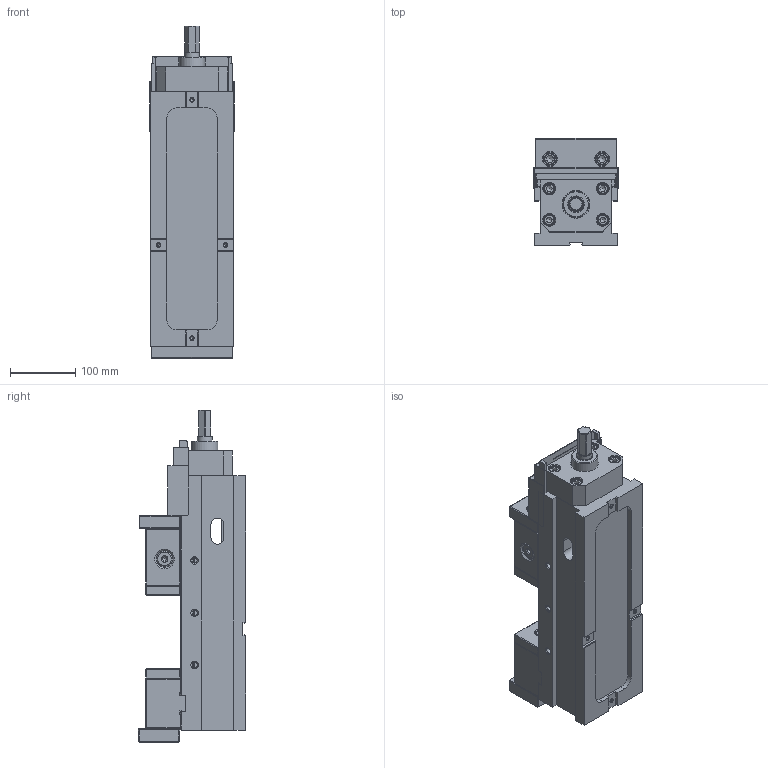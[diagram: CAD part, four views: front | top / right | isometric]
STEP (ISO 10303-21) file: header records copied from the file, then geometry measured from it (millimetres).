
FILE_DESCRIPTION(/* description */ (''),/* implementation_level */ '2;1');
FILE_NAME(/* name */ '3AVL-125.stp',/* time_stamp */ '2015-09-16T08:27:22+08:00',/* author */ ('user'),/* organization */ (''),/* preprocessor_version */ 'ST-DEVELOPER v15.2',/* originating_system */ 'Autodesk Inventor 2014',/* authorisation */ '');
FILE_SCHEMA (('AUTOMOTIVE_DESIGN { 1 0 10303 214 3 1 1 }'));
Length unit declared in the file: millimetre
Products named in the file (27): AVQ5101 本台; AVQ5302-固定顎; AVQ5301-活動顎; AVQ5303-作動桿; AVQ5401-鉗口; ANSI B18.3.1M - M10x1.5 x 20(2); ANSI B18.3.1M - M12x1.75 x 65(2); ANSI B18.3.6M - M12x1.75 x 12(2); AVQ5402-前外鉗口; ANSI B18.3.6M - M8x1.25 x 10(2); ANSI B18.3.1M - M12x1.75 x 25(2); ANSI_AFBMA 24.1 TA - 25TA11  25 x 42 x 11; ISO 2338 - 6 m6 x 12 - ADIN EN; AVC5220; AVL5201-05; AT803-螺母; JIS B 1176 - M10 x 40; ANSI B18.3.6M - M8x1.25 x 8(7); 3AVL510301-螺桿固定塊; AVQ5403-後外鉗口; AVQ5A03-外防塵蓋之三; AVQ5A01-外防塵蓋之一; AVQ5A02-外防塵蓋之二; AVQ6A08-銅墊片之一; AVQ6A09-銅墊片之二; ANSI B18.3.4M - M4 x 0.7 x 6(2); AVL-125
Bounding box: 128.7 x 164 x 508.6 mm (x, y, z)
Volume: 4661708.2 mm3; surface area: 700364.8 mm2
Topology: 59 solids, 59 shells, 1266 faces, 2963 edges, 1829 vertices
Faces by surface type: plane 803, cone 192, cylinder 179, torus 65, sphere 20, bspline 7
Full cylindrical faces by diameter (mm): 3.242 x6, 4 x6, 4.04 x1, 4.5 x6, 4.917 x5, 6 x4, 6.06 x2, 6.1 x2, 6.401 x1, 6.5 x1, 6.647 x2, 7.6 x6, 8 x2, 8.376 x14, 10 x8, 10.106 x9, 11 x4, 11.5 x4, 12 x10, 13 x4, 13.5 x4, 15 x1, 16 x8, 17.5 x8, 18 x8, 19 x1, 20 x8, 21 x4, 21.5 x2, 22.5 x1
Entity records: 25304 total; most frequent: CARTESIAN_POINT 4686, DIRECTION 4220, ORIENTED_EDGE 3740, EDGE_CURVE 1846, AXIS2_PLACEMENT_3D 1465, EDGE_LOOP 1297, LINE 1290, VECTOR 1290
